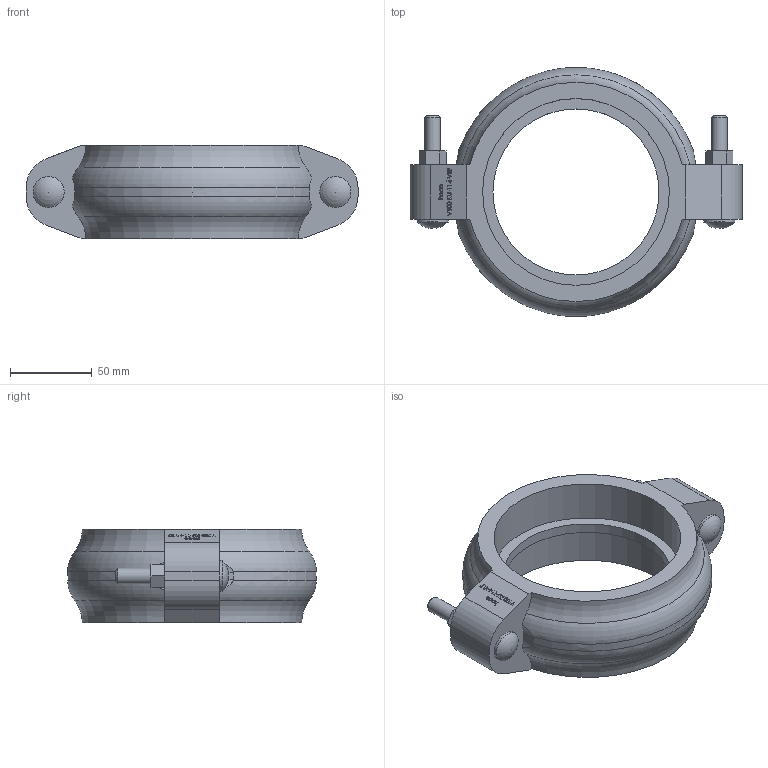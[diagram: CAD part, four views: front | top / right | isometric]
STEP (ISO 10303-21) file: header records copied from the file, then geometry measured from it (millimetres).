
FILE_DESCRIPTION (( 'STEP AP214' ), '1' );
FILE_NAME ('V100-KU-114-VEF Typ E497 DN100 400 Ø114,3 1812.STEP', '2018-12-11T13:17:34', ( '' ), ( '' ), 'SwSTEP 2.0', 'SolidWorks 2016', '' );
FILE_SCHEMA (( 'AUTOMOTIVE_DESIGN' ));
Length unit declared in the file: inch
Products named in the file (1): V100-KU-114-VEF Typ E497 DN100 400 Ø114,3 1812
Bounding box: 203.2 x 152.4 x 57.15 mm (x, y, z)
Volume: 443959.6 mm3; surface area: 75528.3 mm2
Topology: 1 solids, 1 shells, 274 faces, 735 edges, 487 vertices
Faces by surface type: plane 175, bspline 60, cylinder 25, torus 8, sphere 4, cone 2
Full cylindrical faces by diameter (mm): 9.525 x4, 19.05 x2, 101.6 x1, 114.3 x2
Entity records: 14898 total; most frequent: CARTESIAN_POINT 5660, ORIENTED_EDGE 1422, DIRECTION 1057, EDGE_CURVE 711, VECTOR 491, LINE 491, VERTEX_POINT 478, EDGE_LOOP 323
